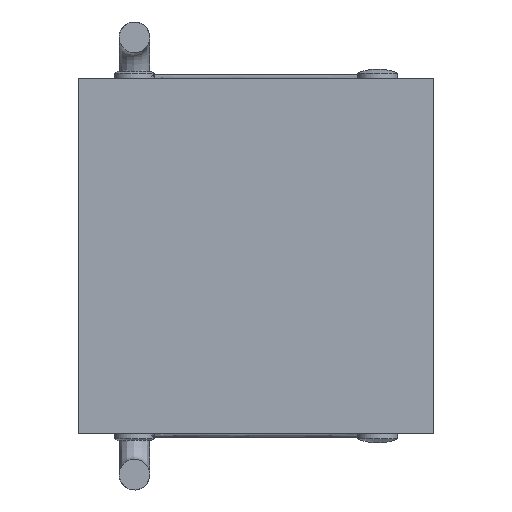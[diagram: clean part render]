
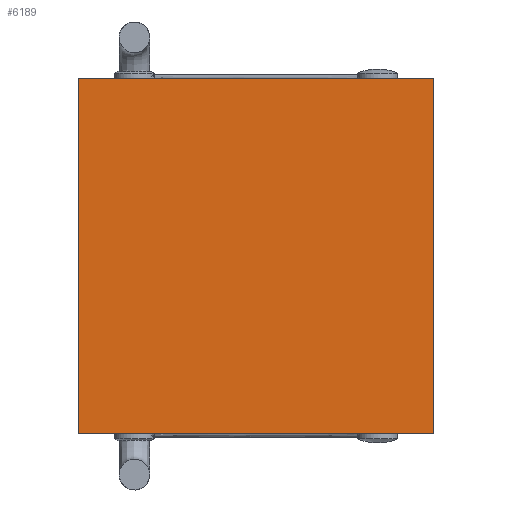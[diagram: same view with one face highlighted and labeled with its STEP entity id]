
A CAD part, front view. The second image highlights one B-rep face of the part: STEP entity #6189.
In plain terms, the highlighted planar face has unit normal (0, -1, 0).
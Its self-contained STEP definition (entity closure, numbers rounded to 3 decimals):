
#46 = DIRECTION ( 'NONE',  ( 1., 0., 0. ) ) ;
#133 = CARTESIAN_POINT ( 'NONE',  ( -3.5, -0.51, 3.5 ) ) ;
#374 = VECTOR ( 'NONE', #46, 1000. ) ;
#402 = ORIENTED_EDGE ( 'NONE', *, *, #4543, .T. ) ;
#1061 = DIRECTION ( 'NONE',  ( 0., -1., 0. ) ) ;
#1569 = CARTESIAN_POINT ( 'NONE',  ( -3.5, -0.51, 3.5 ) ) ;
#1865 = ORIENTED_EDGE ( 'NONE', *, *, #6145, .T. ) ;
#1908 = LINE ( 'NONE', #1569, #5193 ) ;
#2046 = AXIS2_PLACEMENT_3D ( 'NONE', #4797, #1061, #5397 ) ;
#2047 = VECTOR ( 'NONE', #4135, 1000. ) ;
#2511 = CARTESIAN_POINT ( 'NONE',  ( -3.5, -0.51, -3.5 ) ) ;
#2550 = CARTESIAN_POINT ( 'NONE',  ( 3.5, -0.51, -3.5 ) ) ;
#3050 = CARTESIAN_POINT ( 'NONE',  ( 3.5, -0.51, 3.5 ) ) ;
#3435 = LINE ( 'NONE', #3560, #5035 ) ;
#3560 = CARTESIAN_POINT ( 'NONE',  ( 3.5, -0.51, 3.5 ) ) ;
#3727 = FACE_OUTER_BOUND ( 'NONE', #6443, .T. ) ;
#4135 = DIRECTION ( 'NONE',  ( -1., 0., 0. ) ) ;
#4290 = CARTESIAN_POINT ( 'NONE',  ( -3.5, -0.51, -3.5 ) ) ;
#4543 = EDGE_CURVE ( 'NONE', #7322, #6639, #3435, .T. ) ;
#4797 = CARTESIAN_POINT ( 'NONE',  ( 0., -0.51, 0. ) ) ;
#4802 = EDGE_CURVE ( 'NONE', #7811, #7322, #5320, .T. ) ;
#5035 = VECTOR ( 'NONE', #7197, 1000. ) ;
#5193 = VECTOR ( 'NONE', #5878, 1000. ) ;
#5320 = LINE ( 'NONE', #2511, #374 ) ;
#5397 = DIRECTION ( 'NONE',  ( 0., 0., -1. ) ) ;
#5550 = VERTEX_POINT ( 'NONE', #133 ) ;
#5845 = EDGE_CURVE ( 'NONE', #5550, #7811, #1908, .T. ) ;
#5878 = DIRECTION ( 'NONE',  ( 0., 0., -1. ) ) ;
#6145 = EDGE_CURVE ( 'NONE', #6639, #5550, #6940, .T. ) ;
#6189 = ADVANCED_FACE ( 'NONE', ( #3727 ), #7181, .T. ) ;
#6443 = EDGE_LOOP ( 'NONE', ( #402, #1865, #6521, #7755 ) ) ;
#6521 = ORIENTED_EDGE ( 'NONE', *, *, #5845, .T. ) ;
#6639 = VERTEX_POINT ( 'NONE', #3050 ) ;
#6940 = LINE ( 'NONE', #7780, #2047 ) ;
#7181 = PLANE ( 'NONE',  #2046 ) ;
#7197 = DIRECTION ( 'NONE',  ( 0., 0., 1. ) ) ;
#7322 = VERTEX_POINT ( 'NONE', #2550 ) ;
#7755 = ORIENTED_EDGE ( 'NONE', *, *, #4802, .T. ) ;
#7780 = CARTESIAN_POINT ( 'NONE',  ( -3.5, -0.51, 3.5 ) ) ;
#7811 = VERTEX_POINT ( 'NONE', #4290 ) ;
